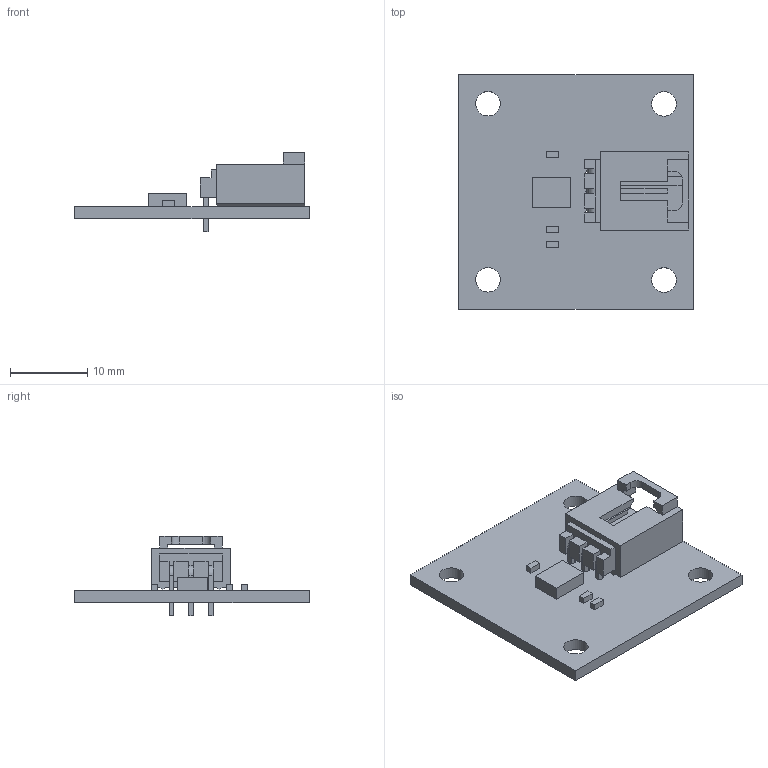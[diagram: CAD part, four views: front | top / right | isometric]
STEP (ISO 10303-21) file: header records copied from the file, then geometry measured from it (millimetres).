
FILE_DESCRIPTION(('Open CASCADE Model'),'2;1');
FILE_NAME('Open CASCADE Shape Model','2010-10-28T09:16:00',('Author'),( 'Open CASCADE'),'Open CASCADE STEP processor 6.2','Open CASCADE 6.2' ,'Unknown');
FILE_SCHEMA(('AUTOMOTIVE_DESIGN { 1 0 10303 214 1 1 1 1 }'));
Length unit declared in the file: millimetre
Products named in the file (14): PCB; Board; C1; 478789824; Extruded; C2; R1; U1; 478799424; J1; 705530002; Open CASCADE STEP translator 6.2 59.6.1.1; Open CASCADE STEP translator 6.2 59.6.1.2
Assembly tree (15 placements, depth 4):
  PCB
    Board
    C1
      478789824
        Extruded
    C2
      478789824
        Extruded
    R1
      478789824
        Extruded
    U1
      478799424
        Extruded
    J1
      705530002
        Open CASCADE STEP translator 6.2 59.6.1.1
        Open CASCADE STEP translator 6.2 59.6.1.2
Bounding box: 30.48 x 30.48 x 10.29 mm (x, y, z)
Volume: 1848.1 mm3; surface area: 2941.2 mm2
Topology: 6 solids, 6 shells, 150 faces, 395 edges, 268 vertices
Faces by surface type: plane 135, cylinder 15
Full cylindrical faces by diameter (mm): 0.965 x3, 3.175 x4
Entity records: 9287 total; most frequent: CARTESIAN_POINT 1653, DIRECTION 1387, LINE 997, VECTOR 997, ORIENTED_EDGE 724, PCURVE 724, DEFINITIONAL_REPRESENTATION 724, EDGE_CURVE 362
